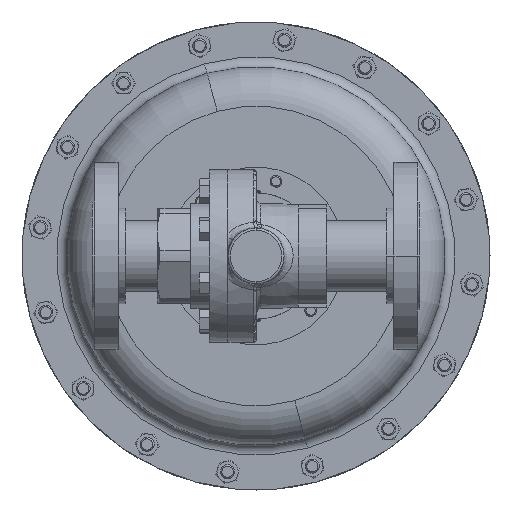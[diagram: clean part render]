
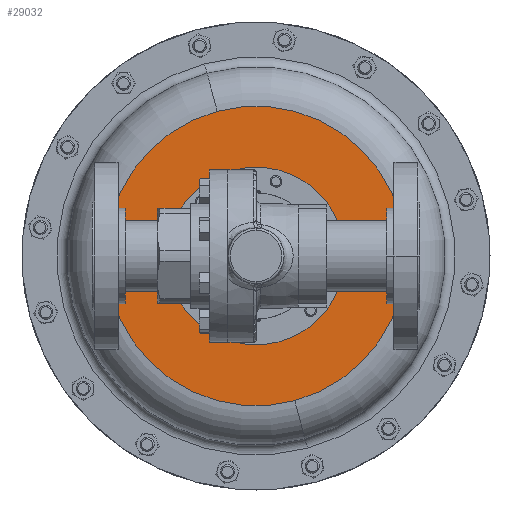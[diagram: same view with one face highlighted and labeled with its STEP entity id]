
A CAD part, front view. The second image highlights one B-rep face of the part: STEP entity #29032.
In plain terms, the highlighted planar face has unit normal (0, -1, 0).
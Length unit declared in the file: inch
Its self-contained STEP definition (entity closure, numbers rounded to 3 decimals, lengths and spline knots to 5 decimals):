
#1206 = CARTESIAN_POINT ( 'NONE',  ( 3.8637, 7.2525, 1.03528 ) ) ;
#1518 = EDGE_CURVE ( 'NONE', #19181, #7750, #14631, .T. ) ;
#1685 = CARTESIAN_POINT ( 'NONE',  ( -1.67938, 7.2525, -1.67938 ) ) ;
#2018 = VERTEX_POINT ( 'NONE', #1685 ) ;
#2693 = DIRECTION ( 'NONE',  ( 0., 1., 0. ) ) ;
#2766 = EDGE_CURVE ( 'NONE', #24460, #2018, #27933, .T. ) ;
#3884 = DIRECTION ( 'NONE',  ( 0.259, 0., -0.966 ) ) ;
#5364 = AXIS2_PLACEMENT_3D ( 'NONE', #8727, #26308, #11277 ) ;
#7493 = CARTESIAN_POINT ( 'NONE',  ( 1.67938, 7.2525, 1.67938 ) ) ;
#7750 = VERTEX_POINT ( 'NONE', #13237 ) ;
#8110 = ORIENTED_EDGE ( 'NONE', *, *, #10440, .F. ) ;
#8311 = EDGE_CURVE ( 'NONE', #2018, #24460, #16073, .T. ) ;
#8727 = CARTESIAN_POINT ( 'NONE',  ( 0., 7.2525, 0. ) ) ;
#9182 = AXIS2_PLACEMENT_3D ( 'NONE', #1206, #18953, #3884 ) ;
#10440 = EDGE_CURVE ( 'NONE', #7750, #19181, #17158, .T. ) ;
#10778 = EDGE_LOOP ( 'NONE', ( #15997, #8110 ) ) ;
#10901 = ORIENTED_EDGE ( 'NONE', *, *, #2766, .T. ) ;
#11277 = DIRECTION ( 'NONE',  ( -0.259, 0., 0.966 ) ) ;
#13237 = CARTESIAN_POINT ( 'NONE',  ( 1.03528, 7.2525, -3.8637 ) ) ;
#13937 = FACE_BOUND ( 'NONE', #14397, .T. ) ;
#14397 = EDGE_LOOP ( 'NONE', ( #19500, #10901 ) ) ;
#14611 = AXIS2_PLACEMENT_3D ( 'NONE', #20084, #19977, #19868 ) ;
#14631 = CIRCLE ( 'NONE', #14611, 4. ) ;
#15997 = ORIENTED_EDGE ( 'NONE', *, *, #1518, .F. ) ;
#16073 = CIRCLE ( 'NONE', #22163, 2.375 ) ;
#16492 = PLANE ( 'NONE',  #9182 ) ;
#16733 = CARTESIAN_POINT ( 'NONE',  ( -1.03528, 7.2525, 3.8637 ) ) ;
#17158 = CIRCLE ( 'NONE', #5364, 4. ) ;
#17790 = CARTESIAN_POINT ( 'NONE',  ( 0., 7.2525, 0. ) ) ;
#18953 = DIRECTION ( 'NONE',  ( 0., -1., 0. ) ) ;
#19181 = VERTEX_POINT ( 'NONE', #16733 ) ;
#19500 = ORIENTED_EDGE ( 'NONE', *, *, #8311, .T. ) ;
#19868 = DIRECTION ( 'NONE',  ( -0.259, 0., 0.966 ) ) ;
#19977 = DIRECTION ( 'NONE',  ( 0., 1., 0. ) ) ;
#20084 = CARTESIAN_POINT ( 'NONE',  ( 0., 7.2525, 0. ) ) ;
#20312 = DIRECTION ( 'NONE',  ( 0.707, 0., 0.707 ) ) ;
#20581 = FACE_OUTER_BOUND ( 'NONE', #10778, .T. ) ;
#22163 = AXIS2_PLACEMENT_3D ( 'NONE', #17790, #2693, #20312 ) ;
#24460 = VERTEX_POINT ( 'NONE', #7493 ) ;
#25626 = DIRECTION ( 'NONE',  ( 0., 1., 0. ) ) ;
#25663 = CARTESIAN_POINT ( 'NONE',  ( 0., 7.2525, 0. ) ) ;
#26308 = DIRECTION ( 'NONE',  ( 0., 1., 0. ) ) ;
#27933 = CIRCLE ( 'NONE', #32542, 2.375 ) ;
#29032 = ADVANCED_FACE ( 'NONE', ( #20581, #13937 ), #16492, .T. ) ;
#32253 = DIRECTION ( 'NONE',  ( 0.707, 0., 0.707 ) ) ;
#32542 = AXIS2_PLACEMENT_3D ( 'NONE', #25663, #25626, #32253 ) ;
